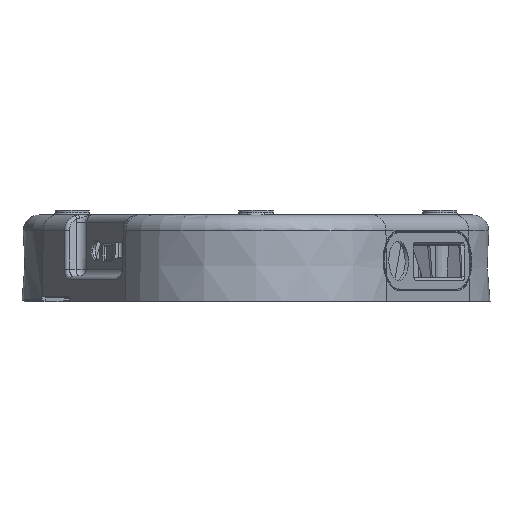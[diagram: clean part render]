
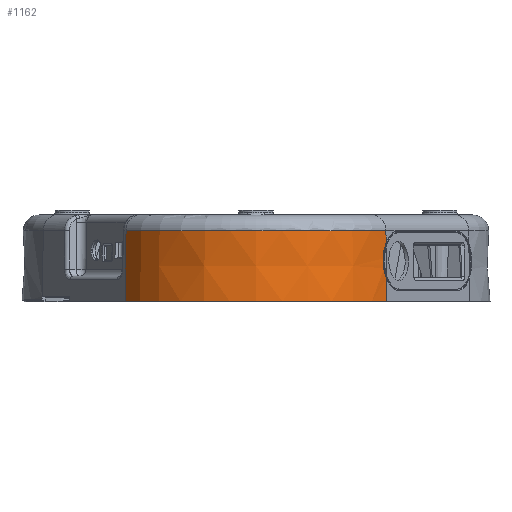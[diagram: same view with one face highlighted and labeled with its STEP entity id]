
A CAD part, front view. The second image highlights one B-rep face of the part: STEP entity #1162.
In plain terms, the highlighted conical face has half-angle 1 degrees and reference radius 123.406 mm.
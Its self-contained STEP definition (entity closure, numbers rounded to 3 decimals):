
#174=CONICAL_SURFACE('',#11191,123.407,1.);
#588=FACE_OUTER_BOUND('',#2581,.T.);
#1162=ADVANCED_FACE('',(#588),#174,.T.);
#2110=CIRCLE('',#11163,123.398);
#2122=CIRCLE('',#11190,122.39);
#2581=EDGE_LOOP('',(#4492,#4493,#4494,#4495,#4496,#4497));
#3275=B_SPLINE_CURVE_WITH_KNOTS('',3,(#18170,#18171,#18172,#18173,#18174,
#18175,#18176,#18177),.UNSPECIFIED.,.F.,.F.,(4,2,2,4),(0.,0.25,0.5,1.),
 .UNSPECIFIED.);
#4492=ORIENTED_EDGE('',*,*,#8310,.F.);
#4493=ORIENTED_EDGE('',*,*,#8347,.T.);
#4494=ORIENTED_EDGE('',*,*,#8322,.T.);
#4495=ORIENTED_EDGE('',*,*,#8348,.T.);
#4496=ORIENTED_EDGE('',*,*,#8349,.F.);
#4497=ORIENTED_EDGE('',*,*,#8130,.F.);
#7003=VERTEX_POINT('',#17655);
#7008=VERTEX_POINT('',#17667);
#7160=VERTEX_POINT('',#18137);
#7170=VERTEX_POINT('',#18178);
#7171=VERTEX_POINT('',#18179);
#7184=VERTEX_POINT('',#18241);
#8130=EDGE_CURVE('',#7008,#7003,#9359,.T.);
#8310=EDGE_CURVE('',#7160,#7008,#2110,.T.);
#8322=EDGE_CURVE('',#7170,#7171,#3275,.T.);
#8347=EDGE_CURVE('',#7160,#7170,#9425,.T.);
#8348=EDGE_CURVE('',#7171,#7184,#9426,.T.);
#8349=EDGE_CURVE('',#7003,#7184,#2122,.T.);
#9359=LINE('',#17668,#10199);
#9425=LINE('',#18239,#10265);
#9426=LINE('',#18240,#10266);
#10199=VECTOR('',#12180,1.);
#10265=VECTOR('',#12600,1.);
#10266=VECTOR('',#12601,1.);
#11163=AXIS2_PLACEMENT_3D('',#18145,#12524,#12525);
#11190=AXIS2_PLACEMENT_3D('',#18242,#12602,#12603);
#11191=AXIS2_PLACEMENT_3D('',#18243,#12604,#12605);
#12180=DIRECTION('',(0.015,0.009,1.));
#12524=DIRECTION('',(0.,0.,-1.));
#12525=DIRECTION('',(-0.866,-0.5,0.));
#12600=DIRECTION('',(-0.015,0.009,1.));
#12601=DIRECTION('',(-0.015,0.009,1.));
#12602=DIRECTION('',(0.,0.,1.));
#12603=DIRECTION('',(0.,-1.,0.));
#12604=DIRECTION('',(0.,0.,-1.));
#12605=DIRECTION('',(0.866,0.5,0.));
#17655=CARTESIAN_POINT('',(30.726,-218.072,58.227));
#17667=CARTESIAN_POINT('',(29.853,-218.576,0.5));
#17668=CARTESIAN_POINT('',(29.846,-218.58,0.));
#18137=CARTESIAN_POINT('',(243.584,-218.576,0.5));
#18145=CARTESIAN_POINT('',(136.719,-156.877,0.5));
#18170=CARTESIAN_POINT('',(243.3,-218.411,19.346));
#18171=CARTESIAN_POINT('',(242.535,-219.662,21.417));
#18172=CARTESIAN_POINT('',(241.931,-220.583,23.652));
#18173=CARTESIAN_POINT('',(241.067,-221.831,28.431));
#18174=CARTESIAN_POINT('',(240.82,-222.138,30.954));
#18175=CARTESIAN_POINT('',(240.701,-222.081,38.473));
#18176=CARTESIAN_POINT('',(241.469,-220.738,43.503));
#18177=CARTESIAN_POINT('',(242.872,-218.164,47.644));
#18178=CARTESIAN_POINT('',(243.3,-218.411,19.346));
#18179=CARTESIAN_POINT('',(242.872,-218.164,47.644));
#18239=CARTESIAN_POINT('',(243.592,-218.58,0.));
#18240=CARTESIAN_POINT('',(243.592,-218.58,0.));
#18241=CARTESIAN_POINT('',(242.712,-218.072,58.227));
#18242=CARTESIAN_POINT('',(136.719,-156.877,58.227));
#18243=CARTESIAN_POINT('',(136.719,-156.877,0.));
